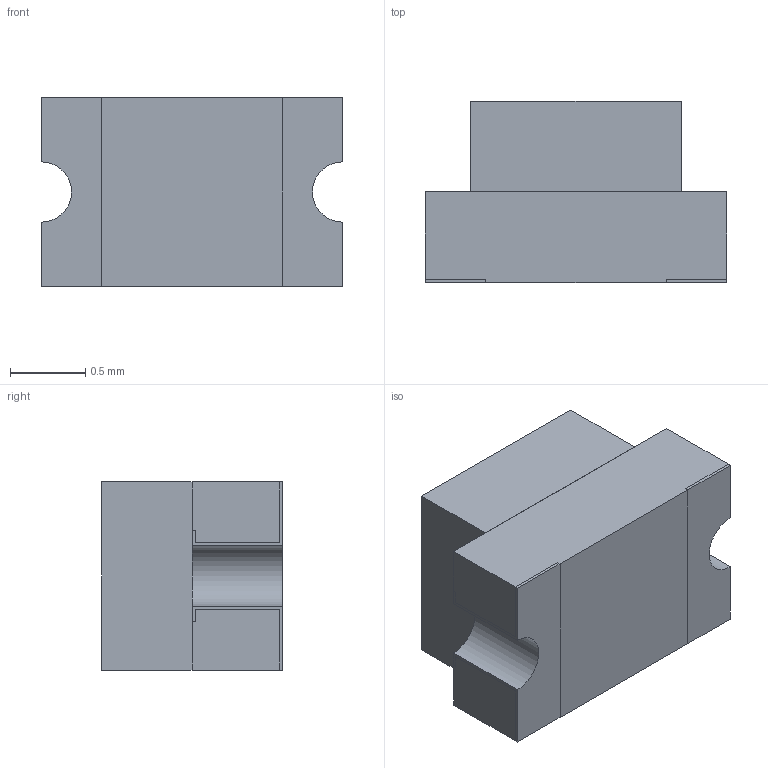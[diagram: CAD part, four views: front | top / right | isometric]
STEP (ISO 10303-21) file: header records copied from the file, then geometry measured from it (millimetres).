
FILE_DESCRIPTION (( 'STEP AP214' ), '1' );
FILE_NAME ('CMD17-21SRC_TR8.STEP', '2023-11-23T15:18:59', ( '' ), ( '' ), 'SwSTEP 2.0', 'SolidWorks 2021', '' );
FILE_SCHEMA (( 'AUTOMOTIVE_DESIGN' ));
Length unit declared in the file: millimetre
Products named in the file (2): CMD17xxx_Clear; CMD17-21SRC_TR8
Assembly tree (1 placements, depth 2):
  CMD17-21SRC_TR8
    CMD17xxx_Clear
Bounding box: 2 x 1.2 x 1.25 mm (x, y, z)
Volume: 2.5 mm3; surface area: 19.3 mm2
Topology: 4 solids, 4 shells, 48 faces, 120 edges, 80 vertices
Faces by surface type: plane 38, cylinder 10
Entity records: 1517 total; most frequent: CARTESIAN_POINT 252, DIRECTION 244, ORIENTED_EDGE 240, EDGE_CURVE 120, VECTOR 100, LINE 100, VERTEX_POINT 80, AXIS2_PLACEMENT_3D 72
